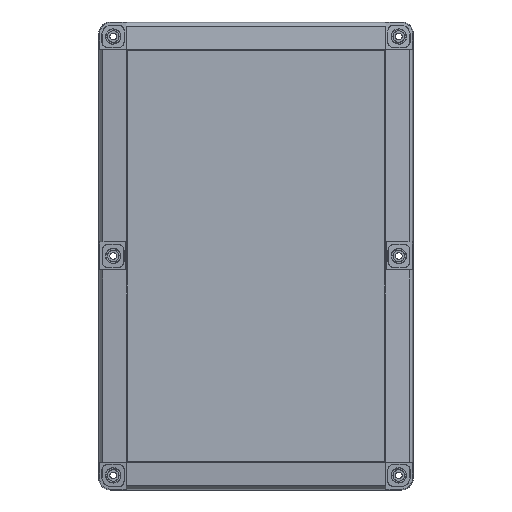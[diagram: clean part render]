
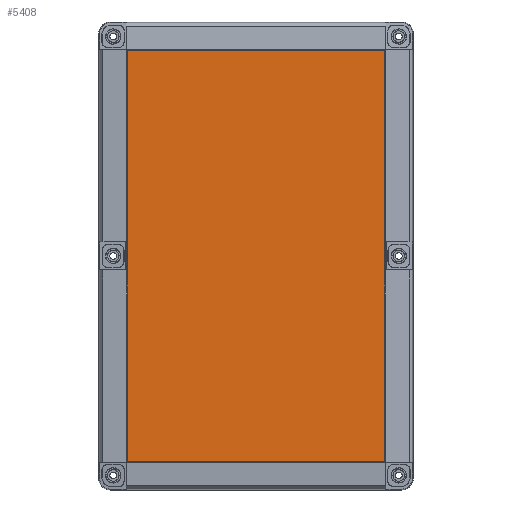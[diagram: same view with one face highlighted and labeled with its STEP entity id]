
A CAD part, top view. The second image highlights one B-rep face of the part: STEP entity #5408.
In plain terms, the highlighted planar face has unit normal (0, 0, 1).
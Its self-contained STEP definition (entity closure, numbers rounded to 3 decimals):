
#165 = LINE ( 'NONE', #269, #3799 ) ;
#235 = VECTOR ( 'NONE', #6108, 1000. ) ;
#269 = CARTESIAN_POINT ( 'NONE',  ( 0., 107.195, 19. ) ) ;
#357 = LINE ( 'NONE', #916, #5763 ) ;
#423 = EDGE_CURVE ( 'NONE', #2145, #4924, #357, .T. ) ;
#490 = LINE ( 'NONE', #5666, #3816 ) ;
#547 = AXIS2_PLACEMENT_3D ( 'NONE', #580, #4356, #1543 ) ;
#580 = CARTESIAN_POINT ( 'NONE',  ( 0., 0., 19. ) ) ;
#794 = EDGE_CURVE ( 'NONE', #4373, #3683, #165, .T. ) ;
#916 = CARTESIAN_POINT ( 'NONE',  ( 0., -107.195, 19. ) ) ;
#1011 = EDGE_CURVE ( 'NONE', #4924, #4373, #2760, .T. ) ;
#1092 = ORIENTED_EDGE ( 'NONE', *, *, #3666, .T. ) ;
#1324 = EDGE_LOOP ( 'NONE', ( #3455, #4322, #1092, #3953 ) ) ;
#1543 = DIRECTION ( 'NONE',  ( 1., 0., 0. ) ) ;
#2145 = VERTEX_POINT ( 'NONE', #2497 ) ;
#2497 = CARTESIAN_POINT ( 'NONE',  ( -67.195, -107.195, 19. ) ) ;
#2760 = LINE ( 'NONE', #2792, #235 ) ;
#2792 = CARTESIAN_POINT ( 'NONE',  ( 67.195, 0., 19. ) ) ;
#2829 = DIRECTION ( 'NONE',  ( 0., -1., 0. ) ) ;
#3191 = FACE_OUTER_BOUND ( 'NONE', #1324, .T. ) ;
#3455 = ORIENTED_EDGE ( 'NONE', *, *, #1011, .T. ) ;
#3573 = DIRECTION ( 'NONE',  ( -1., 0., 0. ) ) ;
#3666 = EDGE_CURVE ( 'NONE', #3683, #2145, #490, .T. ) ;
#3683 = VERTEX_POINT ( 'NONE', #4252 ) ;
#3799 = VECTOR ( 'NONE', #3573, 1000. ) ;
#3816 = VECTOR ( 'NONE', #2829, 1000. ) ;
#3870 = PLANE ( 'NONE',  #547 ) ;
#3953 = ORIENTED_EDGE ( 'NONE', *, *, #423, .T. ) ;
#4024 = DIRECTION ( 'NONE',  ( 1., 0., 0. ) ) ;
#4252 = CARTESIAN_POINT ( 'NONE',  ( -67.195, 107.195, 19. ) ) ;
#4322 = ORIENTED_EDGE ( 'NONE', *, *, #794, .T. ) ;
#4356 = DIRECTION ( 'NONE',  ( 0., 0., 1. ) ) ;
#4373 = VERTEX_POINT ( 'NONE', #6081 ) ;
#4848 = CARTESIAN_POINT ( 'NONE',  ( 67.195, -107.195, 19. ) ) ;
#4924 = VERTEX_POINT ( 'NONE', #4848 ) ;
#5408 = ADVANCED_FACE ( 'NONE', ( #3191 ), #3870, .T. ) ;
#5666 = CARTESIAN_POINT ( 'NONE',  ( -67.195, 0., 19. ) ) ;
#5763 = VECTOR ( 'NONE', #4024, 1000. ) ;
#6081 = CARTESIAN_POINT ( 'NONE',  ( 67.195, 107.195, 19. ) ) ;
#6108 = DIRECTION ( 'NONE',  ( 0., 1., 0. ) ) ;
